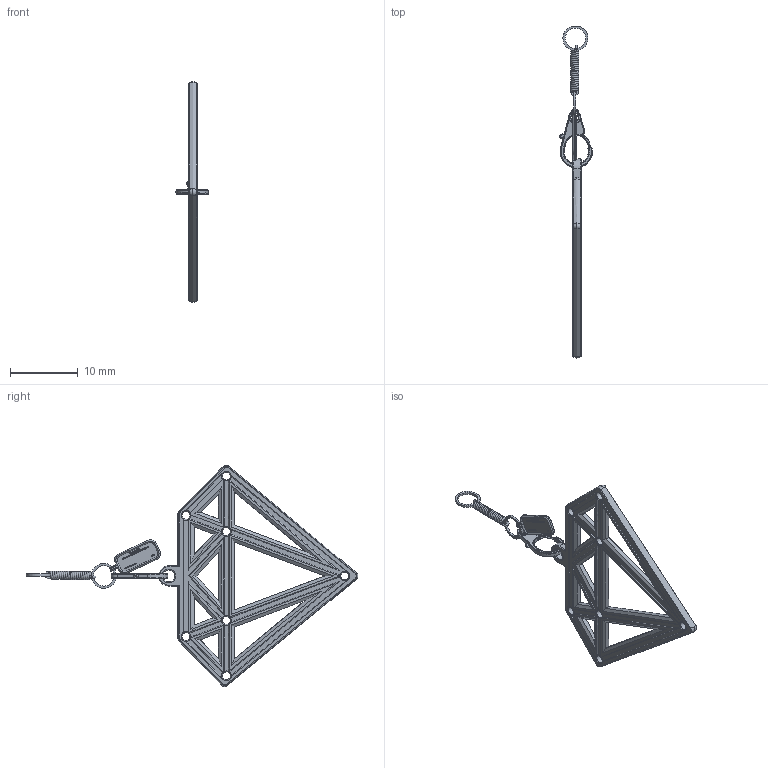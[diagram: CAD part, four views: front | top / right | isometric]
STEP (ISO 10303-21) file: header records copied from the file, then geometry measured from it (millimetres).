
FILE_DESCRIPTION(('FreeCAD Model'),'2;1');
FILE_NAME('Open CASCADE Shape Model','2025-04-27T17:29:09',('FreeCAD'),( 'FreeCAD'),'Open CASCADE STEP processor 7.6','FreeCAD','Unknown');
FILE_SCHEMA(('AUTOMOTIVE_DESIGN { 1 0 10303 214 1 1 1 1 }'));
Products named in the file (1): Open CASCADE STEP translator 7.6 1
Bounding box: 4.84 x 48.98 x 32.61 mm (x, y, z)
Volume: 390 mm3; surface area: 1197.6 mm2
Topology: 4 solids, 4 shells, 3344 faces, 9239 edges, 6069 vertices
Faces by surface type: bspline 3344
Entity records: 123697 total; most frequent: CARTESIAN_POINT 67573, ORIENTED_EDGE 18450, EDGE_CURVE 9225, B_SPLINE_CURVE_WITH_KNOTS 8788, VERTEX_POINT 6067, FACE_BOUND 3570, EDGE_LOOP 3570, ADVANCED_FACE 3344
